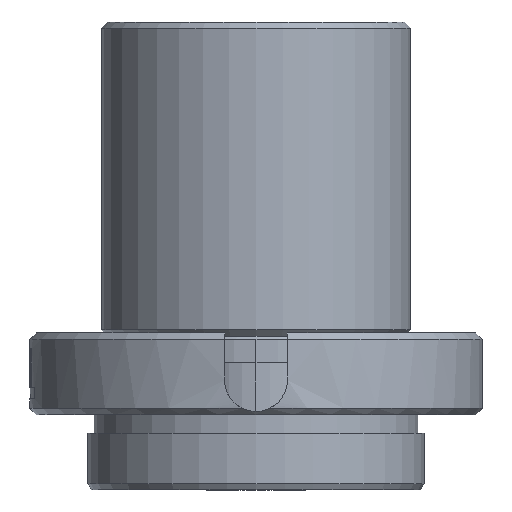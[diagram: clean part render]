
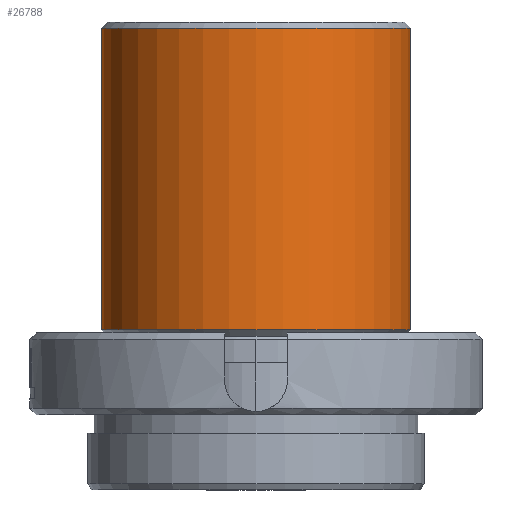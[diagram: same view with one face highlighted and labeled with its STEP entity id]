
A CAD part, front view. The second image highlights one B-rep face of the part: STEP entity #26788.
In plain terms, the highlighted cylindrical face has radius 6.25 mm (diameter 12.5 mm), a partial arc.
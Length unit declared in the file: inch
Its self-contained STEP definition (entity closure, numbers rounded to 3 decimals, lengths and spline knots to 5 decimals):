
#102 = DIRECTION ( 'NONE',  ( 0., 0., -1. ) ) ;
#1216 = AXIS2_PLACEMENT_3D ( 'NONE', #7676, #18287, #8383 ) ;
#1957 = CARTESIAN_POINT ( 'NONE',  ( 0.50757, 0.23551, 0.3557 ) ) ;
#2402 = CARTESIAN_POINT ( 'NONE',  ( 0.50757, 0.23551, 0.8357 ) ) ;
#2995 = LINE ( 'NONE', #15608, #12344 ) ;
#4256 = AXIS2_PLACEMENT_3D ( 'NONE', #5445, #102, #19167 ) ;
#4653 = FACE_OUTER_BOUND ( 'NONE', #32184, .T. ) ;
#4859 = ORIENTED_EDGE ( 'NONE', *, *, #31537, .F. ) ;
#4860 = DIRECTION ( 'NONE',  ( 0., 0., -1. ) ) ;
#5230 = LINE ( 'NONE', #10348, #24909 ) ;
#5445 = CARTESIAN_POINT ( 'NONE',  ( 0.26151, 0.23551, 0.3557 ) ) ;
#6272 = EDGE_CURVE ( 'NONE', #30078, #21207, #12901, .T. ) ;
#6895 = VERTEX_POINT ( 'NONE', #17753 ) ;
#7018 = EDGE_CURVE ( 'NONE', #6895, #21207, #2995, .T. ) ;
#7062 = VERTEX_POINT ( 'NONE', #2402 ) ;
#7676 = CARTESIAN_POINT ( 'NONE',  ( 0.26151, 0.23551, 0.3457 ) ) ;
#8383 = DIRECTION ( 'NONE',  ( 1., 0., 0. ) ) ;
#9445 = DIRECTION ( 'NONE',  ( 0., 0., -1. ) ) ;
#10348 = CARTESIAN_POINT ( 'NONE',  ( 0.50757, 0.23551, 0.3457 ) ) ;
#12344 = VECTOR ( 'NONE', #12997, 39.37008 ) ;
#12901 = CIRCLE ( 'NONE', #4256, 0.24606 ) ;
#12997 = DIRECTION ( 'NONE',  ( 0., 0., -1. ) ) ;
#14794 = ORIENTED_EDGE ( 'NONE', *, *, #23840, .T. ) ;
#15608 = CARTESIAN_POINT ( 'NONE',  ( 0.01544, 0.23551, 0.3457 ) ) ;
#17753 = CARTESIAN_POINT ( 'NONE',  ( 0.01544, 0.23551, 0.8357 ) ) ;
#18287 = DIRECTION ( 'NONE',  ( 0., 0., -1. ) ) ;
#19167 = DIRECTION ( 'NONE',  ( 1., 0., 0. ) ) ;
#20693 = CARTESIAN_POINT ( 'NONE',  ( 0.26151, 0.23551, 0.8357 ) ) ;
#21207 = VERTEX_POINT ( 'NONE', #24053 ) ;
#22179 = CYLINDRICAL_SURFACE ( 'NONE', #1216, 0.24606 ) ;
#23840 = EDGE_CURVE ( 'NONE', #7062, #6895, #27264, .T. ) ;
#24053 = CARTESIAN_POINT ( 'NONE',  ( 0.01544, 0.23551, 0.3557 ) ) ;
#24909 = VECTOR ( 'NONE', #4860, 39.37008 ) ;
#24973 = ORIENTED_EDGE ( 'NONE', *, *, #7018, .T. ) ;
#26047 = DIRECTION ( 'NONE',  ( 1., 0., 0. ) ) ;
#26788 = ADVANCED_FACE ( 'NONE', ( #4653 ), #22179, .T. ) ;
#27264 = CIRCLE ( 'NONE', #33421, 0.24606 ) ;
#30078 = VERTEX_POINT ( 'NONE', #1957 ) ;
#31537 = EDGE_CURVE ( 'NONE', #7062, #30078, #5230, .T. ) ;
#32184 = EDGE_LOOP ( 'NONE', ( #14794, #24973, #34654, #4859 ) ) ;
#33421 = AXIS2_PLACEMENT_3D ( 'NONE', #20693, #9445, #26047 ) ;
#34654 = ORIENTED_EDGE ( 'NONE', *, *, #6272, .F. ) ;
